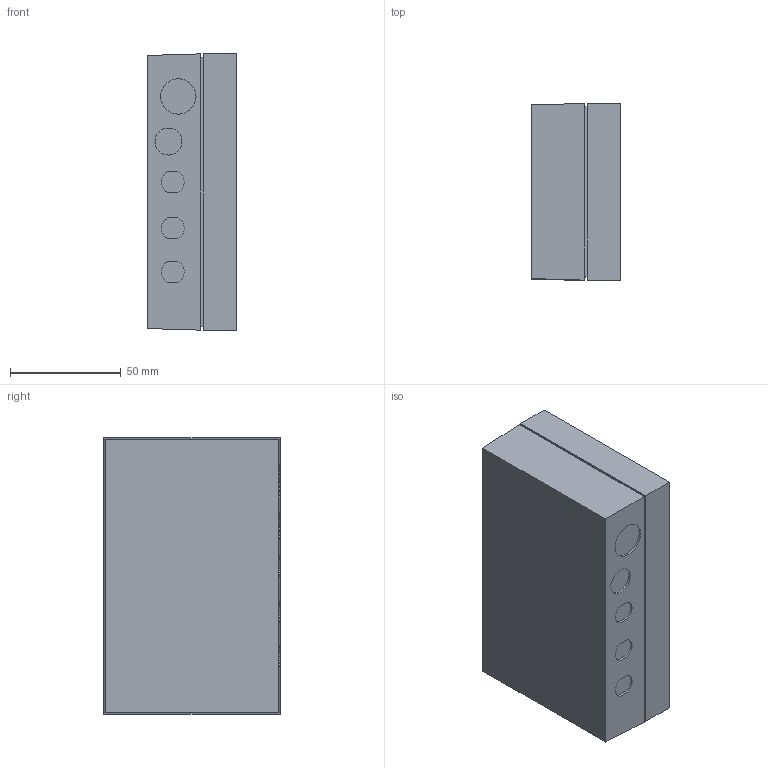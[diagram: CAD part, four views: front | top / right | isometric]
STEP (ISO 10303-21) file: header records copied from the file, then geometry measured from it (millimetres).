
FILE_DESCRIPTION((''),'2;1');
FILE_NAME('CAD-7264A_SW0001','2023-06-22T15:03:23',('creinig-se'),(''),'CREO PARAMETRIC BY PTC INC, 2022284','CREO PARAMETRIC BY PTC INC, 2022284','');
FILE_SCHEMA(('CONFIG_CONTROL_DESIGN','SHAPE_APPEARANCE_LAYERS_GROUPS'));
Length unit declared in the file: millimetre
Products named in the file (1): CAD-7264A_SW0001
Bounding box: 40 x 80 x 125 mm (x, y, z)
Volume: 393044.1 mm3; surface area: 38646.8 mm2
Topology: 1 solids, 1 shells, 82 faces, 177 edges, 122 vertices
Faces by surface type: plane 42, cylinder 40
Entity records: 2932 total; most frequent: DIRECTION 423, CARTESIAN_POINT 376, ORIENTED_EDGE 348, EDGE_CURVE 174, AXIS2_PLACEMENT_3D 163, VERTEX_POINT 116, EDGE_LOOP 104, VECTOR 97
